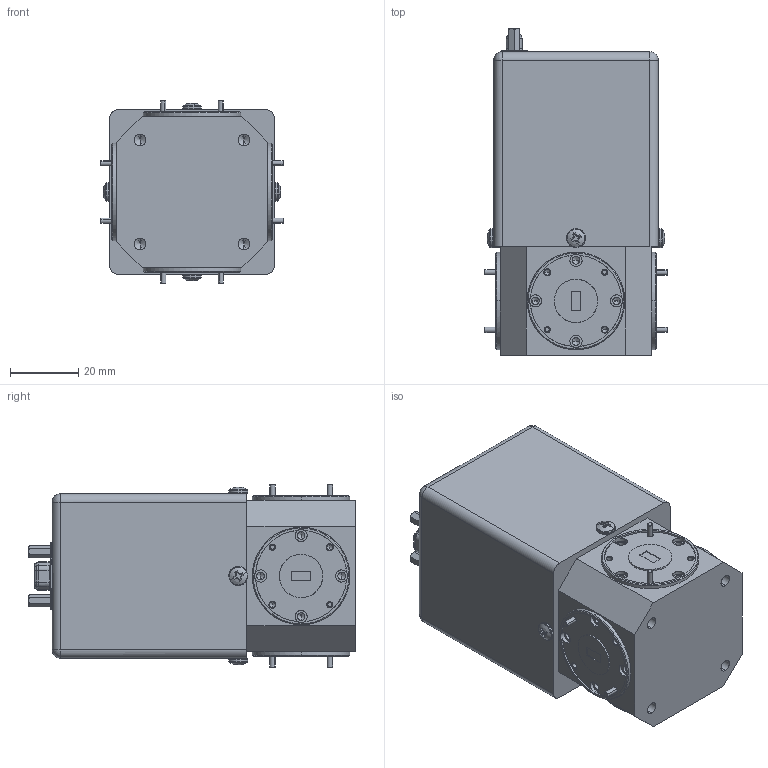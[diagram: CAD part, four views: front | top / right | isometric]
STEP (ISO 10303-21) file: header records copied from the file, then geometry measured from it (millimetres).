
FILE_DESCRIPTION (( 'STEP AP214' ), '1' );
FILE_NAME ('WJ-LQ-A, DF.STEP', '2025-10-14T22:47:27', ( '' ), ( '' ), 'SwSTEP 2.0', 'SolidWorks 2021', '' );
FILE_SCHEMA (( 'AUTOMOTIVE_DESIGN' ));
Length unit declared in the file: inch
Products named in the file (1): WJ-LQ-A, DF
Bounding box: 53.72 x 95.72 x 53.72 mm (x, y, z)
Volume: 194273 mm3; surface area: 25170.7 mm2
Topology: 88 solids, 88 shells, 1736 faces, 4268 edges, 2711 vertices
Faces by surface type: plane 1079, cylinder 391, cone 202, torus 30, bspline 22, sphere 12
Entity records: 61337 total; most frequent: CARTESIAN_POINT 28309, ORIENTED_EDGE 8348, EDGE_CURVE 4174, B_SPLINE_CURVE_WITH_KNOTS 4149, DIRECTION 3430, VERTEX_POINT 2711, EDGE_LOOP 1851, FACE_OUTER_BOUND 1736
